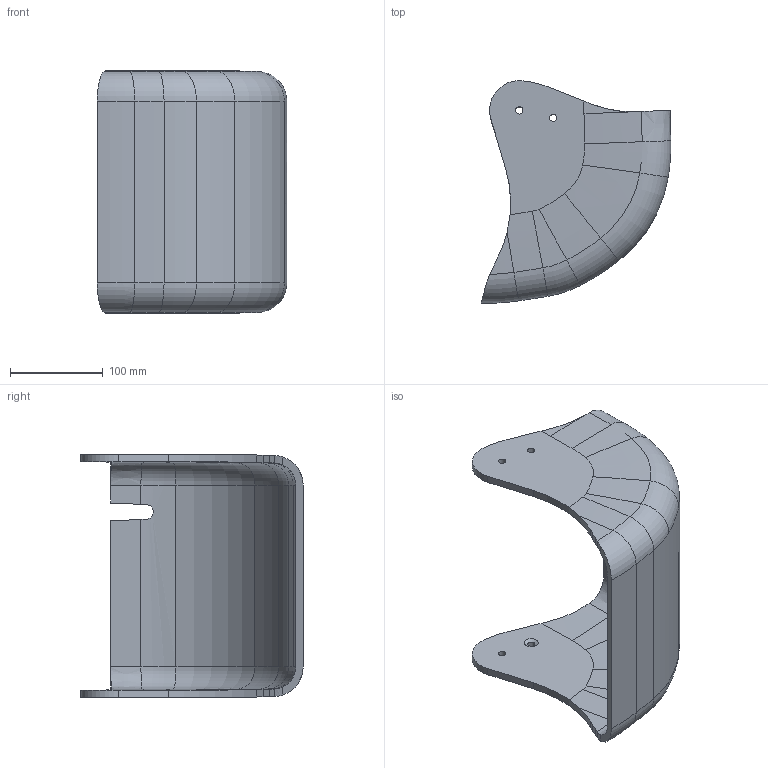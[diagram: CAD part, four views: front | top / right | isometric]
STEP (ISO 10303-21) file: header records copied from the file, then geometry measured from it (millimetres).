
FILE_DESCRIPTION(('STEP AP242'), '1');
FILE_NAME('署赅绣忮瘃嘌橡铘桦屐', '2024-07-04T11:26:25', (''), (''), 'ASCON STEP Converter 1.6', 'ASCON Math Kernel', '');
FILE_SCHEMA(('AP242_MANAGED_MODEL_BASED_3D_ENGINEERING_MIM_LF { 1 0 10303 442 1 1 4 }'));
Length unit declared in the file: millimetre
Products named in the file (1): ﾞﾅﾋﾈ.
Bounding box: 204.47 x 239.61 x 262 mm (x, y, z)
Volume: 1054286.7 mm3; surface area: 292351.1 mm2
Topology: 1 solids, 1 shells, 112 faces, 288 edges, 178 vertices
Faces by surface type: cylinder 31, torus 24, plane 19, offset 16, revolution 12, bspline 8, cone 2
Full cylindrical faces by diameter (mm): 8 x4
Entity records: 9846 total; most frequent: CARTESIAN_POINT 7342, ORIENTED_EDGE 564, DIRECTION 420, EDGE_CURVE 282, VERTEX_POINT 178, AXIS2_PLACEMENT_3D 163, EDGE_LOOP 126, B_SPLINE_CURVE_WITH_KNOTS 122
